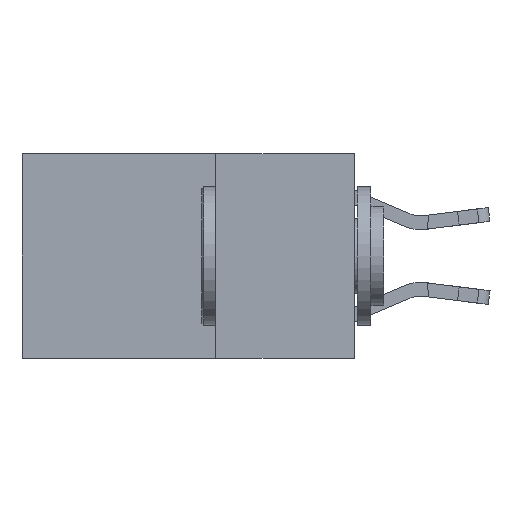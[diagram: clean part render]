
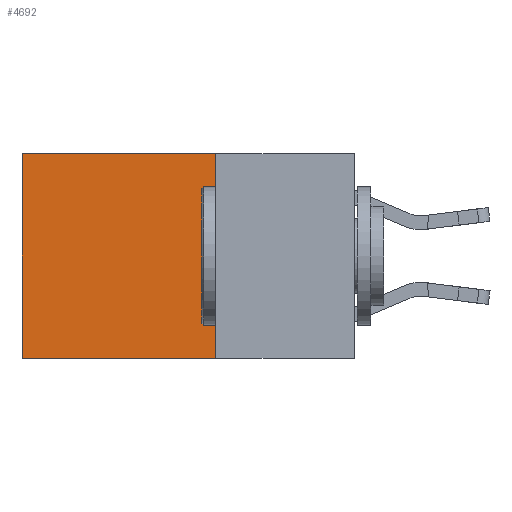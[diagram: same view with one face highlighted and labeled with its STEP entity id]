
A CAD part, left-side view. The second image highlights one B-rep face of the part: STEP entity #4692.
In plain terms, the highlighted planar face has unit normal (-1, 0, 0).
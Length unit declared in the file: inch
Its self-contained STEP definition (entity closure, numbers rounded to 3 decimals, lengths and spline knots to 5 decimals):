
#23 = VERTEX_POINT ( 'NONE', #3425 ) ;
#171 = DIRECTION ( 'NONE',  ( 0., 1., 0. ) ) ;
#316 = EDGE_CURVE ( 'NONE', #724, #4616, #8874, .T. ) ;
#724 = VERTEX_POINT ( 'NONE', #4473 ) ;
#787 = CARTESIAN_POINT ( 'NONE',  ( 0.2625, 0.25, -0.37 ) ) ;
#1118 = DIRECTION ( 'NONE',  ( 0., 0., -1. ) ) ;
#1146 = LINE ( 'NONE', #6206, #10095 ) ;
#2290 = DIRECTION ( 'NONE',  ( 0., 0., -1. ) ) ;
#2629 = EDGE_CURVE ( 'NONE', #23, #3084, #10179, .T. ) ;
#2797 = VECTOR ( 'NONE', #2290, 39.37008 ) ;
#3084 = VERTEX_POINT ( 'NONE', #787 ) ;
#3163 = PLANE ( 'NONE',  #10766 ) ;
#3425 = CARTESIAN_POINT ( 'NONE',  ( 0.2625, 0.25, 0. ) ) ;
#3580 = EDGE_LOOP ( 'NONE', ( #11685, #6713, #8319, #8363 ) ) ;
#4063 = DIRECTION ( 'NONE',  ( 0., 1., 0. ) ) ;
#4218 = CARTESIAN_POINT ( 'NONE',  ( 0.2625, 0.25, 0. ) ) ;
#4263 = DIRECTION ( 'NONE',  ( 0., 0., -1. ) ) ;
#4473 = CARTESIAN_POINT ( 'NONE',  ( 0.2625, 0.6, 0. ) ) ;
#4616 = VERTEX_POINT ( 'NONE', #6268 ) ;
#4692 = ADVANCED_FACE ( 'NONE', ( #8084 ), #3163, .F. ) ;
#5121 = CARTESIAN_POINT ( 'NONE',  ( 0.2625, 0.6, 0. ) ) ;
#6206 = CARTESIAN_POINT ( 'NONE',  ( 0.2625, 0.25, 0. ) ) ;
#6268 = CARTESIAN_POINT ( 'NONE',  ( 0.2625, 0.6, -0.37 ) ) ;
#6713 = ORIENTED_EDGE ( 'NONE', *, *, #9243, .F. ) ;
#7564 = CARTESIAN_POINT ( 'NONE',  ( 0.2625, 0.25, 0. ) ) ;
#8084 = FACE_OUTER_BOUND ( 'NONE', #3580, .T. ) ;
#8319 = ORIENTED_EDGE ( 'NONE', *, *, #2629, .F. ) ;
#8363 = ORIENTED_EDGE ( 'NONE', *, *, #13031, .T. ) ;
#8874 = LINE ( 'NONE', #5121, #2797 ) ;
#9243 = EDGE_CURVE ( 'NONE', #3084, #4616, #10419, .T. ) ;
#10095 = VECTOR ( 'NONE', #4063, 39.37008 ) ;
#10179 = LINE ( 'NONE', #7564, #10512 ) ;
#10419 = LINE ( 'NONE', #11997, #13249 ) ;
#10512 = VECTOR ( 'NONE', #1118, 39.37008 ) ;
#10715 = DIRECTION ( 'NONE',  ( 1., 0., 0. ) ) ;
#10766 = AXIS2_PLACEMENT_3D ( 'NONE', #4218, #10715, #4263 ) ;
#11685 = ORIENTED_EDGE ( 'NONE', *, *, #316, .T. ) ;
#11997 = CARTESIAN_POINT ( 'NONE',  ( 0.2625, 0.25, -0.37 ) ) ;
#13031 = EDGE_CURVE ( 'NONE', #23, #724, #1146, .T. ) ;
#13249 = VECTOR ( 'NONE', #171, 39.37008 ) ;
